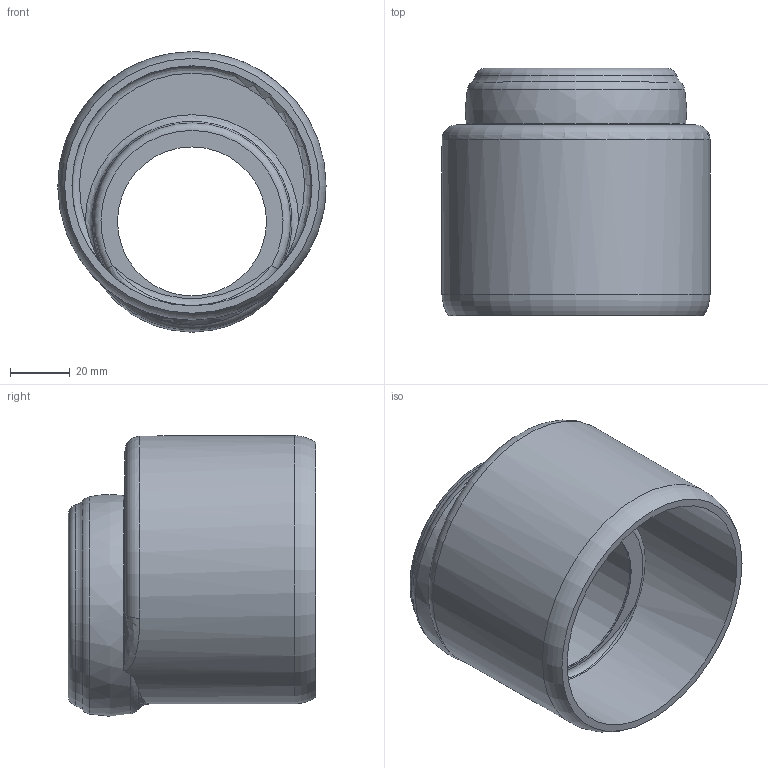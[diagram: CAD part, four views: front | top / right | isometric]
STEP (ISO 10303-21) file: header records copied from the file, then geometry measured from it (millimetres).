
FILE_DESCRIPTION(/* description */ (''),/* implementation_level */ '2;1');
FILE_NAME(/* name */ '334720 SKOLANsafeR Reduktion DN_OD 90_58.stp',/* time_stamp */ '2018-01-09T11:12:20+01:00',/* author */ ('user1'),/* organization */ (''),/* preprocessor_version */ 'ST-DEVELOPER v16.1',/* originating_system */ 'Autodesk Inventor 2016',/* authorisation */ '');
FILE_SCHEMA (('AUTOMOTIVE_DESIGN { 1 0 10303 214 3 1 1 }'));
Length unit declared in the file: millimetre
Products named in the file (1): 334720 SKOLANsafeR Reduktion DN_OD 90_58
Bounding box: 90 x 83 x 94.15 mm (x, y, z)
Volume: 122404.2 mm3; surface area: 55909.3 mm2
Topology: 1 solids, 1 shells, 38 faces, 88 edges, 52 vertices
Faces by surface type: torus 20, cylinder 7, bspline 4, plane 4, cone 3
Full cylindrical faces by diameter (mm): 50 x1, 58.5 x1, 58.8 x1, 67.6 x1, 80.6 x1, 90 x1
Entity records: 1346 total; most frequent: CARTESIAN_POINT 578, DIRECTION 154, ORIENTED_EDGE 132, AXIS2_PLACEMENT_3D 76, EDGE_CURVE 66, EDGE_LOOP 60, VERTEX_POINT 50, CIRCLE 41
